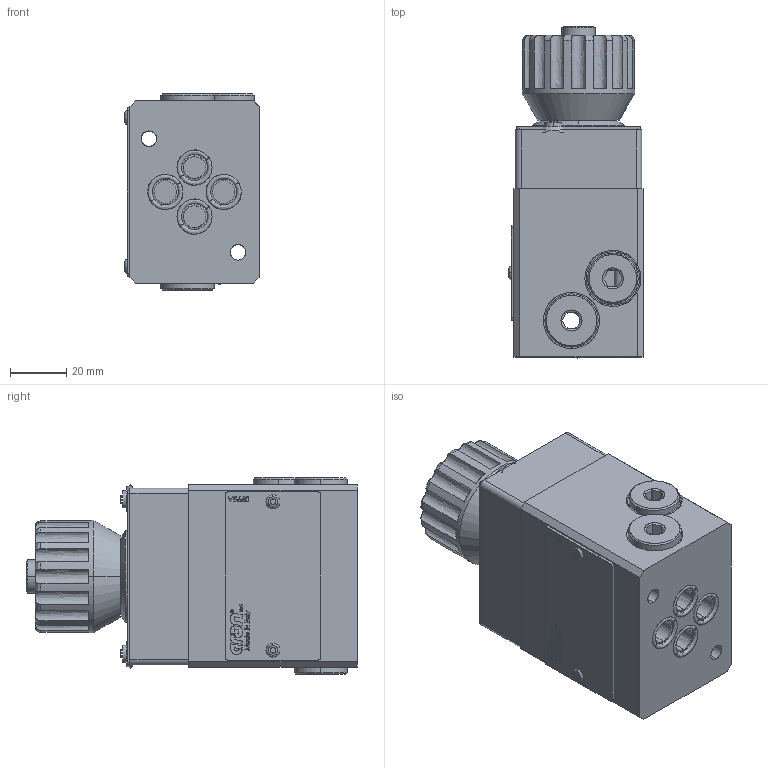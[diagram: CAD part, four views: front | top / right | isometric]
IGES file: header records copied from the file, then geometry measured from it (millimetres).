
Start section: SolidWorks IGES file using analytic representation for surfaces
Global section: file name: QC32Q--005.igs; native system: SolidWorks 2012; preprocessor: SolidWorks 2012; author: serviziopdm; date: 140423.085832; units: millimetre
Bounding box: 47.8 x 118.28 x 70 mm (x, y, z)
Surface area: 46400.4 mm2 (no closed solid volume)
Topology: 0 solids, 0 shells, 363 faces, 6812 edges, 6812 vertices
Faces by surface type: bspline 208, revolution 155
